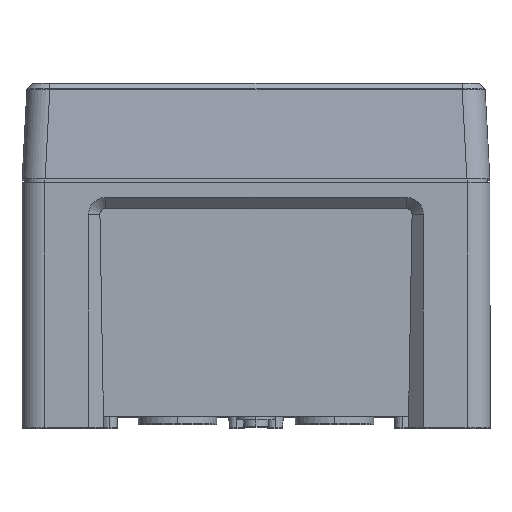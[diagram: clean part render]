
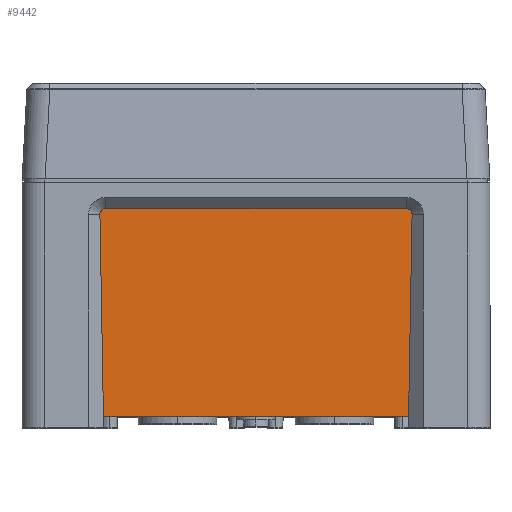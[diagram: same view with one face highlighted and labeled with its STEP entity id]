
A CAD part, top view. The second image highlights one B-rep face of the part: STEP entity #9442.
In plain terms, the highlighted planar face has unit normal (0, -0.018, 1).
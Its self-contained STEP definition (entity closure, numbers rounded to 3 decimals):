
#927 = CARTESIAN_POINT ( 'NONE',  ( -61.1, 0., 90.8 ) ) ;
#1049 = ORIENTED_EDGE ( 'NONE', *, *, #20292, .F. ) ;
#1227 = VERTEX_POINT ( 'NONE', #20146 ) ;
#2281 = VECTOR ( 'NONE', #5067, 1000. ) ;
#2377 = CARTESIAN_POINT ( 'NONE',  ( -39.2, -6.717, 90.683 ) ) ;
#3064 = CARTESIAN_POINT ( 'NONE',  ( 39.2, -6.717, 90.683 ) ) ;
#3943 = EDGE_CURVE ( 'NONE', #10499, #10282, #22413, .T. ) ;
#4131 = FACE_OUTER_BOUND ( 'NONE', #6189, .T. ) ;
#4467 = DIRECTION ( 'NONE',  ( 0., -0.017, 1. ) ) ;
#4642 = ORIENTED_EDGE ( 'NONE', *, *, #3943, .T. ) ;
#5067 = DIRECTION ( 'NONE',  ( -0.017, -1., -0.017 ) ) ;
#5104 = CARTESIAN_POINT ( 'NONE',  ( 40.771, -7.376, 90.671 ) ) ;
#5114 = DIRECTION ( 'NONE',  ( 1., 0., 0. ) ) ;
#6189 = EDGE_LOOP ( 'NONE', ( #4642, #21803, #20352, #16269, #1049, #17892 ) ) ;
#6822 = CARTESIAN_POINT ( 'NONE',  ( -61.1, -60.9, 89.737 ) ) ;
#6919 = VERTEX_POINT ( 'NONE', #18603 ) ;
#8528 = VERTEX_POINT ( 'NONE', #12310 ) ;
#8632 = EDGE_CURVE ( 'NONE', #1227, #10499, #9676, .T. ) ;
#8710 = EDGE_CURVE ( 'NONE', #6919, #8528, #16268, .T. ) ;
#8955 = CARTESIAN_POINT ( 'NONE',  ( -39.837, -60.9, 89.737 ) ) ;
#9442 = ADVANCED_FACE ( 'NONE', ( #4131 ), #20089, .T. ) ;
#9676 = LINE ( 'NONE', #18218, #15911 ) ;
#10282 = VERTEX_POINT ( 'NONE', #18758 ) ;
#10283 = EDGE_CURVE ( 'NONE', #22079, #10282, #13963, .T. ) ;
#10499 = VERTEX_POINT ( 'NONE', #8955 ) ;
#11423 = DIRECTION ( 'NONE',  ( 0., -1., -0.017 ) ) ;
#12310 = CARTESIAN_POINT ( 'NONE',  ( 39.2, -6.717, 90.683 ) ) ;
#13216 = DIRECTION ( 'NONE',  ( 0.017, -1., -0.017 ) ) ;
#13265 =( BOUNDED_CURVE ( )  B_SPLINE_CURVE ( 3, ( #3064, #13438, #5104, #20599 ),
 .UNSPECIFIED., .F., .F. ) 
 B_SPLINE_CURVE_WITH_KNOTS ( ( 4, 4 ),
 ( 0., 1.588 ),
 .UNSPECIFIED. ) 
 CURVE ( )  GEOMETRIC_REPRESENTATION_ITEM ( )  RATIONAL_B_SPLINE_CURVE ( ( 1., 0.801, 0.801, 1. ) ) 
 REPRESENTATION_ITEM ( '' )  );
#13438 = CARTESIAN_POINT ( 'NONE',  ( 40.124, -6.717, 90.683 ) ) ;
#13687 = CARTESIAN_POINT ( 'NONE',  ( -40.755, -8.3, 90.655 ) ) ;
#13963 = LINE ( 'NONE', #15333, #2281 ) ;
#14459 = EDGE_CURVE ( 'NONE', #8528, #22079, #13265, .T. ) ;
#14467 = VECTOR ( 'NONE', #17996, 1000. ) ;
#15333 = CARTESIAN_POINT ( 'NONE',  ( 40.757, -8.197, 90.657 ) ) ;
#15911 = VECTOR ( 'NONE', #13216, 1000. ) ;
#16167 =( BOUNDED_CURVE ( )  B_SPLINE_CURVE ( 3, ( #13687, #20521, #20627, #19040 ),
 .UNSPECIFIED., .F., .F. ) 
 B_SPLINE_CURVE_WITH_KNOTS ( ( 4, 4 ),
 ( 4.695, 6.283 ),
 .UNSPECIFIED. ) 
 CURVE ( )  GEOMETRIC_REPRESENTATION_ITEM ( )  RATIONAL_B_SPLINE_CURVE ( ( 1., 0.801, 0.801, 1. ) ) 
 REPRESENTATION_ITEM ( '' )  );
#16268 = LINE ( 'NONE', #2377, #14467 ) ;
#16269 = ORIENTED_EDGE ( 'NONE', *, *, #8710, .F. ) ;
#17283 = CARTESIAN_POINT ( 'NONE',  ( 40.755, -8.3, 90.655 ) ) ;
#17423 = VECTOR ( 'NONE', #5114, 1000. ) ;
#17892 = ORIENTED_EDGE ( 'NONE', *, *, #8632, .T. ) ;
#17996 = DIRECTION ( 'NONE',  ( 1., 0., 0. ) ) ;
#18218 = CARTESIAN_POINT ( 'NONE',  ( -40.757, -8.197, 90.657 ) ) ;
#18596 = AXIS2_PLACEMENT_3D ( 'NONE', #927, #4467, #11423 ) ;
#18603 = CARTESIAN_POINT ( 'NONE',  ( -39.2, -6.717, 90.683 ) ) ;
#18758 = CARTESIAN_POINT ( 'NONE',  ( 39.837, -60.9, 89.737 ) ) ;
#19040 = CARTESIAN_POINT ( 'NONE',  ( -39.2, -6.717, 90.683 ) ) ;
#20089 = PLANE ( 'NONE',  #18596 ) ;
#20146 = CARTESIAN_POINT ( 'NONE',  ( -40.755, -8.3, 90.655 ) ) ;
#20292 = EDGE_CURVE ( 'NONE', #1227, #6919, #16167, .T. ) ;
#20352 = ORIENTED_EDGE ( 'NONE', *, *, #14459, .F. ) ;
#20521 = CARTESIAN_POINT ( 'NONE',  ( -40.771, -7.376, 90.671 ) ) ;
#20599 = CARTESIAN_POINT ( 'NONE',  ( 40.755, -8.3, 90.655 ) ) ;
#20627 = CARTESIAN_POINT ( 'NONE',  ( -40.124, -6.717, 90.683 ) ) ;
#21803 = ORIENTED_EDGE ( 'NONE', *, *, #10283, .F. ) ;
#22079 = VERTEX_POINT ( 'NONE', #17283 ) ;
#22413 = LINE ( 'NONE', #6822, #17423 ) ;
